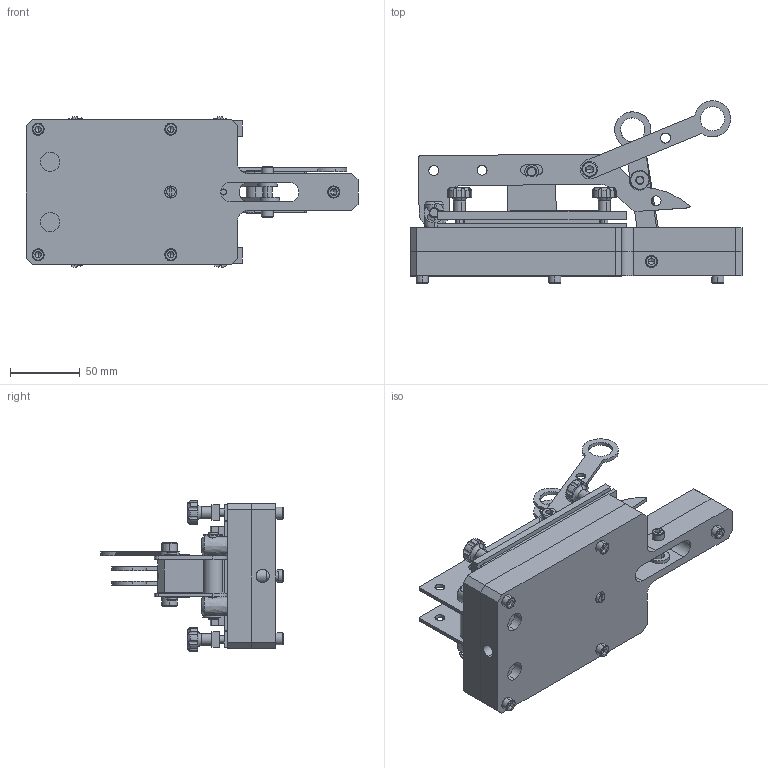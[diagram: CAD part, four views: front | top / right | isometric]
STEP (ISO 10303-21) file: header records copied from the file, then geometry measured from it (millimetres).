
FILE_DESCRIPTION(('FreeCAD Model'),'2;1');
FILE_NAME('Open CASCADE Shape Model','2025-04-29T13:16:57',('FreeCAD'),( 'FreeCAD'),'Open CASCADE STEP processor 7.6','FreeCAD','Unknown');
FILE_SCHEMA(('AUTOMOTIVE_DESIGN { 1 0 10303 214 1 1 1 1 }'));
Products named in the file (1): Open CASCADE STEP translator 7.6 1
Bounding box: 238.13 x 130.87 x 108.23 mm (x, y, z)
Volume: 628708.3 mm3; surface area: 261180.2 mm2
Topology: 53 solids, 53 shells, 1150 faces, 2730 edges, 1713 vertices
Faces by surface type: bspline 1150
Entity records: 34871 total; most frequent: CARTESIAN_POINT 19088, ORIENTED_EDGE 5392, EDGE_CURVE 2696, VERTEX_POINT 1713, B_SPLINE_CURVE_WITH_KNOTS 1484, FACE_BOUND 1367, EDGE_LOOP 1367, ADVANCED_FACE 1150
